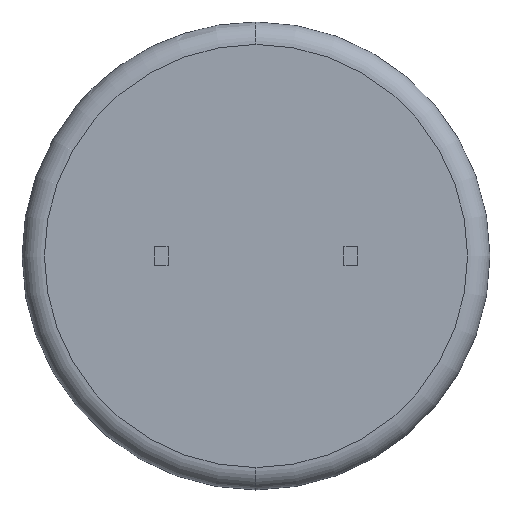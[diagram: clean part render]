
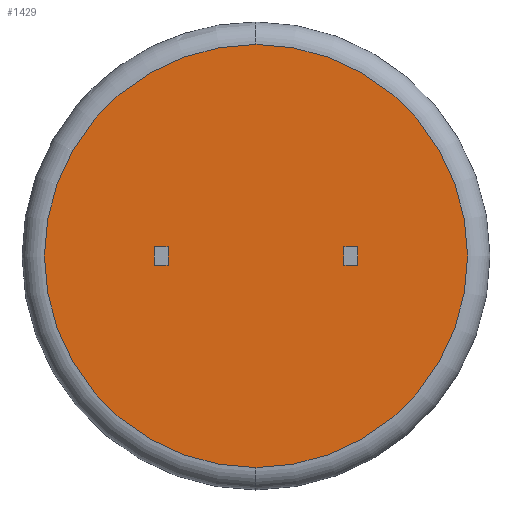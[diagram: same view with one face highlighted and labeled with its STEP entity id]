
A CAD part, front view. The second image highlights one B-rep face of the part: STEP entity #1429.
In plain terms, the highlighted planar face has unit normal (0, -1, 0).
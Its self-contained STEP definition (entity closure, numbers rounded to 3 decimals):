
#2 = VECTOR ( 'NONE', #2292, 1000. ) ;
#69 = EDGE_CURVE ( 'NONE', #2019, #305, #462, .T. ) ;
#80 = CARTESIAN_POINT ( 'NONE',  ( -6.95, 0., 0.75 ) ) ;
#105 = LINE ( 'NONE', #1223, #1740 ) ;
#124 = CARTESIAN_POINT ( 'NONE',  ( 0., 0., -16.726 ) ) ;
#173 = CARTESIAN_POINT ( 'NONE',  ( 0., 0., 0. ) ) ;
#182 = CARTESIAN_POINT ( 'NONE',  ( 0., 0., 0. ) ) ;
#210 = DIRECTION ( 'NONE',  ( 0., 0., -1. ) ) ;
#227 = ORIENTED_EDGE ( 'NONE', *, *, #69, .T. ) ;
#233 = CARTESIAN_POINT ( 'NONE',  ( -8.05, 0., -0.75 ) ) ;
#265 = ORIENTED_EDGE ( 'NONE', *, *, #1543, .F. ) ;
#305 = VERTEX_POINT ( 'NONE', #605 ) ;
#363 = CARTESIAN_POINT ( 'NONE',  ( -8.05, 0., -0.75 ) ) ;
#411 = VERTEX_POINT ( 'NONE', #510 ) ;
#425 = VERTEX_POINT ( 'NONE', #2408 ) ;
#455 = ORIENTED_EDGE ( 'NONE', *, *, #1069, .F. ) ;
#462 = LINE ( 'NONE', #2744, #1826 ) ;
#466 = CARTESIAN_POINT ( 'NONE',  ( 6.95, 0., 0.75 ) ) ;
#510 = CARTESIAN_POINT ( 'NONE',  ( 0., 0., 16.726 ) ) ;
#511 = FACE_OUTER_BOUND ( 'NONE', #1852, .T. ) ;
#542 = CARTESIAN_POINT ( 'NONE',  ( 8.05, 0., 0. ) ) ;
#578 = EDGE_CURVE ( 'NONE', #1785, #305, #716, .T. ) ;
#586 = DIRECTION ( 'NONE',  ( 0., -1., 0. ) ) ;
#595 = VERTEX_POINT ( 'NONE', #466 ) ;
#605 = CARTESIAN_POINT ( 'NONE',  ( -6.95, 0., -0.75 ) ) ;
#689 = LINE ( 'NONE', #1380, #1513 ) ;
#691 = ORIENTED_EDGE ( 'NONE', *, *, #1352, .T. ) ;
#703 = ORIENTED_EDGE ( 'NONE', *, *, #578, .F. ) ;
#716 = LINE ( 'NONE', #233, #903 ) ;
#734 = EDGE_CURVE ( 'NONE', #1424, #1851, #1738, .T. ) ;
#737 = LINE ( 'NONE', #1697, #2 ) ;
#791 = AXIS2_PLACEMENT_3D ( 'NONE', #173, #586, #2329 ) ;
#797 = DIRECTION ( 'NONE',  ( 0., 0., 1. ) ) ;
#903 = VECTOR ( 'NONE', #1649, 1000. ) ;
#904 = ORIENTED_EDGE ( 'NONE', *, *, #2130, .F. ) ;
#995 = EDGE_CURVE ( 'NONE', #425, #2019, #737, .T. ) ;
#1000 = CARTESIAN_POINT ( 'NONE',  ( 8.05, 0., 0.75 ) ) ;
#1021 = DIRECTION ( 'NONE',  ( 0., 0., 1. ) ) ;
#1069 = EDGE_CURVE ( 'NONE', #595, #2466, #1708, .T. ) ;
#1079 = CIRCLE ( 'NONE', #791, 16.726 ) ;
#1158 = VECTOR ( 'NONE', #2657, 1000. ) ;
#1187 = ORIENTED_EDGE ( 'NONE', *, *, #995, .T. ) ;
#1223 = CARTESIAN_POINT ( 'NONE',  ( -8.05, 0., 0. ) ) ;
#1242 = CARTESIAN_POINT ( 'NONE',  ( 6.95, 0., 0.75 ) ) ;
#1352 = EDGE_CURVE ( 'NONE', #2630, #411, #1079, .T. ) ;
#1354 = VECTOR ( 'NONE', #1467, 1000. ) ;
#1380 = CARTESIAN_POINT ( 'NONE',  ( 6.95, 0., -0.75 ) ) ;
#1423 = CARTESIAN_POINT ( 'NONE',  ( 6.95, 0., -0.75 ) ) ;
#1424 = VERTEX_POINT ( 'NONE', #2705 ) ;
#1429 = ADVANCED_FACE ( 'NONE', ( #511, #1639, #1973 ), #1673, .F. ) ;
#1456 = DIRECTION ( 'NONE',  ( 0., 0., -1. ) ) ;
#1467 = DIRECTION ( 'NONE',  ( -1., 0., 0. ) ) ;
#1489 = EDGE_LOOP ( 'NONE', ( #1638, #1187, #227, #703 ) ) ;
#1510 = ORIENTED_EDGE ( 'NONE', *, *, #734, .F. ) ;
#1513 = VECTOR ( 'NONE', #1632, 1000. ) ;
#1543 = EDGE_CURVE ( 'NONE', #1851, #595, #2622, .T. ) ;
#1550 = AXIS2_PLACEMENT_3D ( 'NONE', #182, #2096, #1021 ) ;
#1632 = DIRECTION ( 'NONE',  ( 1., 0., 0. ) ) ;
#1638 = ORIENTED_EDGE ( 'NONE', *, *, #2419, .T. ) ;
#1639 = FACE_BOUND ( 'NONE', #1489, .T. ) ;
#1649 = DIRECTION ( 'NONE',  ( 1., 0., 0. ) ) ;
#1650 = DIRECTION ( 'NONE',  ( 0., -1., 0. ) ) ;
#1673 = PLANE ( 'NONE',  #1550 ) ;
#1697 = CARTESIAN_POINT ( 'NONE',  ( -8.05, 0., 0.75 ) ) ;
#1708 = LINE ( 'NONE', #2123, #2136 ) ;
#1738 = LINE ( 'NONE', #542, #1158 ) ;
#1740 = VECTOR ( 'NONE', #2718, 1000. ) ;
#1785 = VERTEX_POINT ( 'NONE', #363 ) ;
#1826 = VECTOR ( 'NONE', #1456, 1000. ) ;
#1851 = VERTEX_POINT ( 'NONE', #1000 ) ;
#1852 = EDGE_LOOP ( 'NONE', ( #2693, #691 ) ) ;
#1973 = FACE_BOUND ( 'NONE', #2401, .T. ) ;
#2019 = VERTEX_POINT ( 'NONE', #80 ) ;
#2096 = DIRECTION ( 'NONE',  ( 0., 1., 0. ) ) ;
#2123 = CARTESIAN_POINT ( 'NONE',  ( 6.95, 0., -0.75 ) ) ;
#2130 = EDGE_CURVE ( 'NONE', #2466, #1424, #689, .T. ) ;
#2136 = VECTOR ( 'NONE', #210, 1000. ) ;
#2242 = EDGE_CURVE ( 'NONE', #411, #2630, #2508, .T. ) ;
#2292 = DIRECTION ( 'NONE',  ( 1., 0., 0. ) ) ;
#2329 = DIRECTION ( 'NONE',  ( 0., 0., 1. ) ) ;
#2388 = AXIS2_PLACEMENT_3D ( 'NONE', #2473, #1650, #797 ) ;
#2401 = EDGE_LOOP ( 'NONE', ( #455, #265, #1510, #904 ) ) ;
#2408 = CARTESIAN_POINT ( 'NONE',  ( -8.05, 0., 0.75 ) ) ;
#2419 = EDGE_CURVE ( 'NONE', #1785, #425, #105, .T. ) ;
#2466 = VERTEX_POINT ( 'NONE', #1423 ) ;
#2473 = CARTESIAN_POINT ( 'NONE',  ( 0., 0., 0. ) ) ;
#2508 = CIRCLE ( 'NONE', #2388, 16.726 ) ;
#2622 = LINE ( 'NONE', #1242, #1354 ) ;
#2630 = VERTEX_POINT ( 'NONE', #124 ) ;
#2657 = DIRECTION ( 'NONE',  ( 0., 0., 1. ) ) ;
#2693 = ORIENTED_EDGE ( 'NONE', *, *, #2242, .T. ) ;
#2705 = CARTESIAN_POINT ( 'NONE',  ( 8.05, 0., -0.75 ) ) ;
#2718 = DIRECTION ( 'NONE',  ( 0., 0., 1. ) ) ;
#2744 = CARTESIAN_POINT ( 'NONE',  ( -6.95, 0., 0.75 ) ) ;
